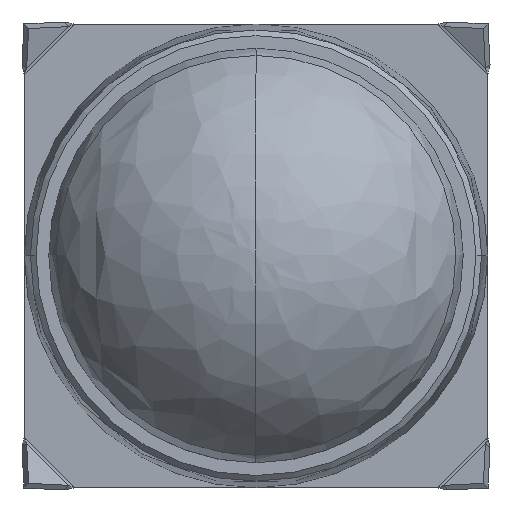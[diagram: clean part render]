
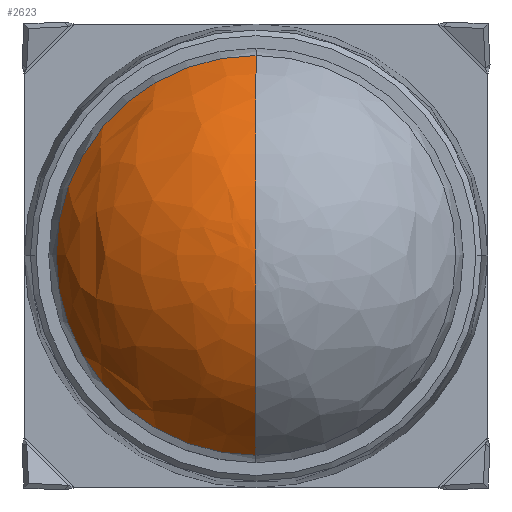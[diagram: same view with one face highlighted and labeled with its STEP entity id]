
A CAD part, top view. The second image highlights one B-rep face of the part: STEP entity #2623.
In plain terms, the highlighted free-form (B-spline) face has degree [3, 3] with [4, 4] control points.
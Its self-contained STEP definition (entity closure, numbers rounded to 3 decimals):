
#136 = VERTEX_POINT ( 'NONE', #6614 ) ;
#666 = CARTESIAN_POINT ( 'NONE',  ( 0., -2.1, 0. ) ) ;
#729 = CIRCLE ( 'NONE', #8019, 7.718 ) ;
#935 = DIRECTION ( 'NONE',  ( 0., -1., 0. ) ) ;
#949 = CARTESIAN_POINT ( 'NONE',  ( 0., 6.6, 0. ) ) ;
#1012 = CARTESIAN_POINT ( 'NONE',  ( -15.435, 1.916, 7.718 ) ) ;
#1884 = AXIS2_PLACEMENT_3D ( 'NONE', #666, #4626, #8606 ) ;
#1991 = CARTESIAN_POINT ( 'NONE',  ( -12.36, 4.871, -6.18 ) ) ;
#2014 = ORIENTED_EDGE ( 'NONE', *, *, #10666, .T. ) ;
#2065 =( BOUNDED_SURFACE ( )  B_SPLINE_SURFACE ( 3, 3, ( 
 ( #949, #4900, #8876, #12807 ),
 ( #3930, #7925, #11847, #2970 ),
 ( #6946, #10858, #1991, #5959 ),
 ( #9892, #1012, #4966, #8949 ) ),
 .UNSPECIFIED., .F., .F., .T. ) 
 B_SPLINE_SURFACE_WITH_KNOTS ( ( 4, 4 ),
 ( 4, 4 ),
 ( 0., 1. ),
 ( 0., 1. ),
 .UNSPECIFIED. ) 
 GEOMETRIC_REPRESENTATION_ITEM ( )  RATIONAL_B_SPLINE_SURFACE ( (
 ( 1., 0.333, 0.333, 1.),
 ( 0.903, 0.301, 0.301, 0.903),
 ( 0.903, 0.301, 0.301, 0.903),
 ( 1., 0.333, 0.333, 1.) ) ) 
 REPRESENTATION_ITEM ( '' )  SURFACE ( )  );
#2146 = DIRECTION ( 'NONE',  ( 1., 0., 0. ) ) ;
#2623 = ADVANCED_FACE ( 'NONE', ( #2904 ), #2065, .F. ) ;
#2828 = CARTESIAN_POINT ( 'NONE',  ( 0., 1.916, 0. ) ) ;
#2833 = CARTESIAN_POINT ( 'NONE',  ( 0., 6.6, 0. ) ) ;
#2904 = FACE_OUTER_BOUND ( 'NONE', #8335, .T. ) ;
#2970 = CARTESIAN_POINT ( 'NONE',  ( 0., 6.6, -3.332 ) ) ;
#3140 = CIRCLE ( 'NONE', #4787, 8.7 ) ;
#3714 = ORIENTED_EDGE ( 'NONE', *, *, #10200, .F. ) ;
#3930 = CARTESIAN_POINT ( 'NONE',  ( 0., 6.6, 3.332 ) ) ;
#4626 = DIRECTION ( 'NONE',  ( -1., 0., 0. ) ) ;
#4787 = AXIS2_PLACEMENT_3D ( 'NONE', #11011, #2146, #6112 ) ;
#4887 = DIRECTION ( 'NONE',  ( 0., 0., -1. ) ) ;
#4900 = CARTESIAN_POINT ( 'NONE',  ( 0., 6.6, 0. ) ) ;
#4966 = CARTESIAN_POINT ( 'NONE',  ( -15.435, 1.916, -7.718 ) ) ;
#5253 = EDGE_CURVE ( 'NONE', #136, #5835, #729, .T. ) ;
#5835 = VERTEX_POINT ( 'NONE', #8954 ) ;
#5959 = CARTESIAN_POINT ( 'NONE',  ( 0., 4.871, -6.18 ) ) ;
#6112 = DIRECTION ( 'NONE',  ( 0., 1., 0. ) ) ;
#6614 = CARTESIAN_POINT ( 'NONE',  ( 0., 1.916, 7.718 ) ) ;
#6946 = CARTESIAN_POINT ( 'NONE',  ( 0., 4.871, 6.18 ) ) ;
#7494 = CIRCLE ( 'NONE', #1884, 8.7 ) ;
#7925 = CARTESIAN_POINT ( 'NONE',  ( -6.663, 6.6, 3.332 ) ) ;
#8019 = AXIS2_PLACEMENT_3D ( 'NONE', #2828, #935, #4887 ) ;
#8144 = VERTEX_POINT ( 'NONE', #2833 ) ;
#8335 = EDGE_LOOP ( 'NONE', ( #3714, #2014, #10300 ) ) ;
#8606 = DIRECTION ( 'NONE',  ( 0., 1., 0. ) ) ;
#8876 = CARTESIAN_POINT ( 'NONE',  ( 0., 6.6, 0. ) ) ;
#8949 = CARTESIAN_POINT ( 'NONE',  ( 0., 1.916, -7.718 ) ) ;
#8954 = CARTESIAN_POINT ( 'NONE',  ( 0., 1.916, -7.718 ) ) ;
#9892 = CARTESIAN_POINT ( 'NONE',  ( 0., 1.916, 7.718 ) ) ;
#10200 = EDGE_CURVE ( 'NONE', #8144, #136, #3140, .T. ) ;
#10300 = ORIENTED_EDGE ( 'NONE', *, *, #5253, .F. ) ;
#10666 = EDGE_CURVE ( 'NONE', #8144, #5835, #7494, .T. ) ;
#10858 = CARTESIAN_POINT ( 'NONE',  ( -12.36, 4.871, 6.18 ) ) ;
#11011 = CARTESIAN_POINT ( 'NONE',  ( 0., -2.1, 0. ) ) ;
#11847 = CARTESIAN_POINT ( 'NONE',  ( -6.663, 6.6, -3.332 ) ) ;
#12807 = CARTESIAN_POINT ( 'NONE',  ( 0., 6.6, 0. ) ) ;
